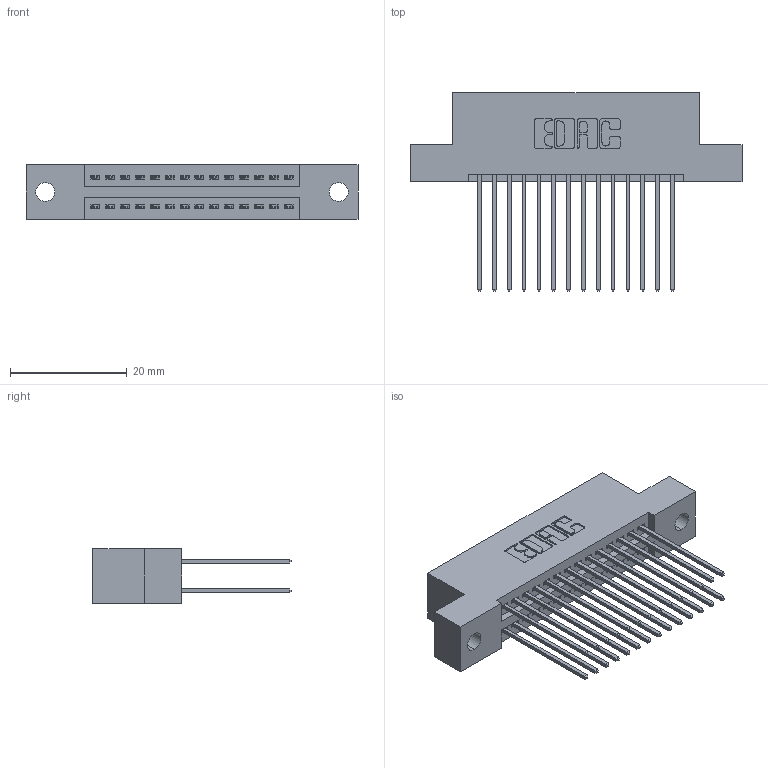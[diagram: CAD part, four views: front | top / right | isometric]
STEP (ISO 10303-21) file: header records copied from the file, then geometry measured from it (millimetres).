
FILE_DESCRIPTION (( 'STEP AP203' ), '1' );
FILE_NAME ('395-028-541-202.STEP', '2019-10-16T19:35:49', ( '' ), ( '' ), 'SwSTEP 2.0', 'SolidWorks 2016', '' );
FILE_SCHEMA (( 'CONFIG_CONTROL_DESIGN' ));
Length unit declared in the file: inch
Products named in the file (3): 345 Part_Flush Mounting Lugs - 0.128 Dia; 345-292-001_345-293-141; 395-028-541-202
Assembly tree (29 placements, depth 2):
  395-028-541-202
    345 Part_Flush Mounting Lugs - 0.128 Dia
    345-292-001_345-293-141  x28
Bounding box: 56.77 x 33.96 x 9.4 mm (x, y, z)
Volume: 5378.6 mm3; surface area: 7890.7 mm2
Topology: 29 solids, 29 shells, 1526 faces, 4513 edges, 2970 vertices
Faces by surface type: plane 1004, cylinder 522
Entity records: 14775 total; most frequent: CARTESIAN_POINT 2504, ORIENTED_EDGE 2438, DIRECTION 2243, EDGE_CURVE 1219, VECTOR 1031, LINE 1031, VERTEX_POINT 810, AXIS2_PLACEMENT_3D 606
